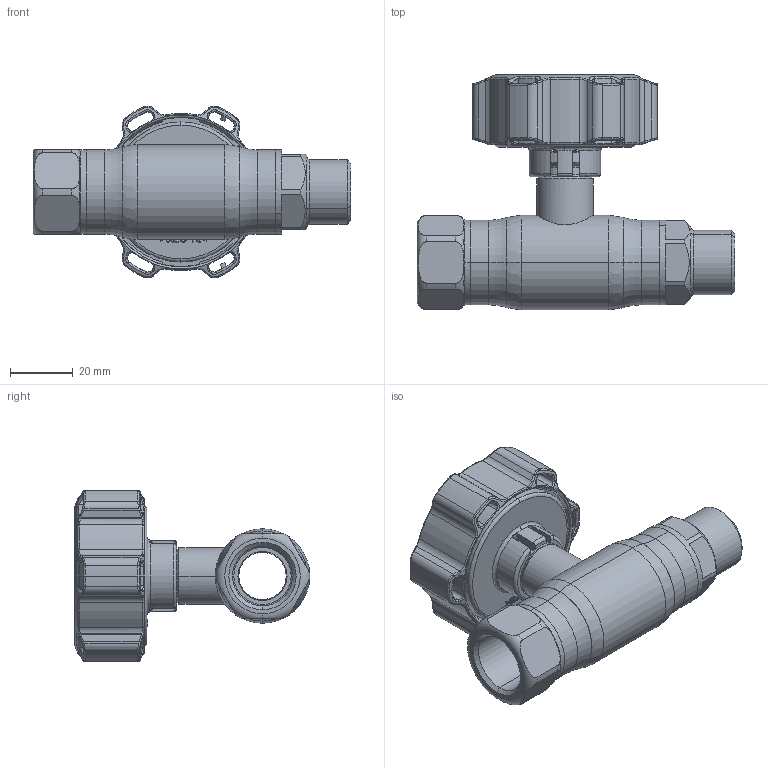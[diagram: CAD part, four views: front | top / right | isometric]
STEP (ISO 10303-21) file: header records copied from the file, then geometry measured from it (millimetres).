
FILE_DESCRIPTION (( 'STEP AP214' ), '1' );
FILE_NAME ('1015002400-1200.STEP', '2024-01-18T08:57:04', ( '' ), ( '' ), 'SwSTEP 2.0', 'SolidWorks 2021', '' );
FILE_SCHEMA (( 'AUTOMOTIVE_DESIGN' ));
Length unit declared in the file: millimetre
Products named in the file (1): 1015002400-1200
Bounding box: 101 x 74.8 x 54.57 mm (x, y, z)
Surface area: 27157.5 mm2 (no closed solid volume)
Topology: 0 solids, 8 shells, 565 faces, 1592 edges, 1012 vertices
Faces by surface type: bspline 175, cylinder 134, plane 113, torus 93, cone 50
Entity records: 34088 total; most frequent: CARTESIAN_POINT 14888, ORIENTED_EDGE 2882, DIRECTION 2310, EDGE_CURVE 1592, VERTEX_POINT 1012, AXIS2_PLACEMENT_3D 927, EDGE_LOOP 601, B_SPLINE_CURVE_WITH_KNOTS 570
